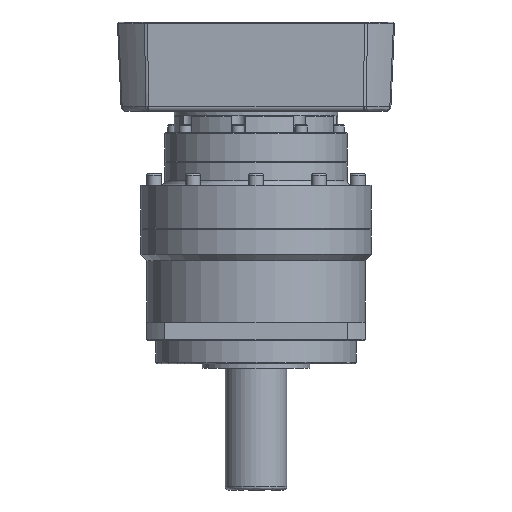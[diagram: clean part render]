
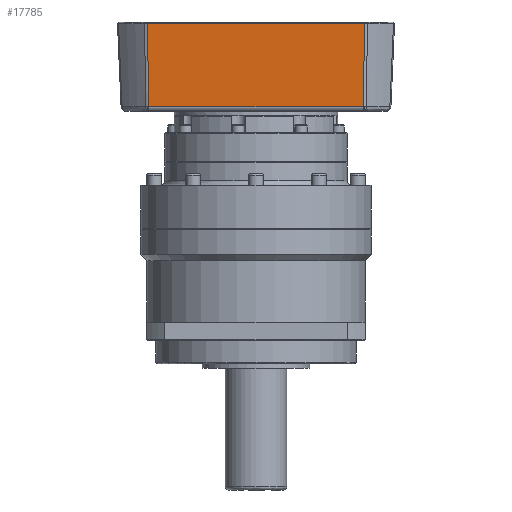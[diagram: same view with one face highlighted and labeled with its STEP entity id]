
A CAD part, front view. The second image highlights one B-rep face of the part: STEP entity #17785.
In plain terms, the highlighted planar face has unit normal (0, -0.999, -0.044).
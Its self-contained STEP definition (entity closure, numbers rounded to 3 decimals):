
#505 = CARTESIAN_POINT ( 'NONE',  ( -45., -87.637, 8.869 ) ) ;
#2857 = DIRECTION ( 'NONE',  ( 0., -0.999, -0.044 ) ) ;
#3562 = CARTESIAN_POINT ( 'NONE',  ( -70.254, -89.207, 44.848 ) ) ;
#3934 = CARTESIAN_POINT ( 'NONE',  ( -70.535, -90., 63. ) ) ;
#4377 = CARTESIAN_POINT ( 'NONE',  ( -90., -90., 63. ) ) ;
#5021 = EDGE_CURVE ( 'NONE', #11565, #17169, #23424, .T. ) ;
#6395 = DIRECTION ( 'NONE',  ( -1., 0., 0. ) ) ;
#7222 = CARTESIAN_POINT ( 'NONE',  ( -69.692, -87.637, 8.869 ) ) ;
#8085 = DIRECTION ( 'NONE',  ( -1., 0., 0. ) ) ;
#8456 = CARTESIAN_POINT ( 'NONE',  ( 70.254, -89.207, 44.848 ) ) ;
#8708 = ORIENTED_EDGE ( 'NONE', *, *, #12866, .T. ) ;
#8766 = ORIENTED_EDGE ( 'NONE', *, *, #33410, .T. ) ;
#8853 = CARTESIAN_POINT ( 'NONE',  ( -69.692, -87.637, 8.869 ) ) ;
#11565 = VERTEX_POINT ( 'NONE', #24087 ) ;
#12866 = EDGE_CURVE ( 'NONE', #46264, #14124, #18967, .T. ) ;
#14124 = VERTEX_POINT ( 'NONE', #3934 ) ;
#15633 = ORIENTED_EDGE ( 'NONE', *, *, #5021, .F. ) ;
#15682 = B_SPLINE_CURVE_WITH_KNOTS ( 'NONE', 3,
 ( #46506, #3562, #28860, #7222 ),
 .UNSPECIFIED., .F., .F.,
 ( 4, 4 ),
 ( 0., 1. ),
 .UNSPECIFIED. ) ;
#17169 = VERTEX_POINT ( 'NONE', #8853 ) ;
#17316 = CARTESIAN_POINT ( 'NONE',  ( 70.535, -90., 63. ) ) ;
#17785 = ADVANCED_FACE ( 'NONE', ( #40360 ), #45558, .T. ) ;
#18967 = LINE ( 'NONE', #4377, #36787 ) ;
#19341 = ORIENTED_EDGE ( 'NONE', *, *, #40056, .T. ) ;
#21235 = B_SPLINE_CURVE_WITH_KNOTS ( 'NONE', 3,
 ( #26512, #30031, #8456, #33591 ),
 .UNSPECIFIED., .F., .F.,
 ( 4, 4 ),
 ( 0., 1. ),
 .UNSPECIFIED. ) ;
#23424 = LINE ( 'NONE', #505, #37880 ) ;
#24087 = CARTESIAN_POINT ( 'NONE',  ( 69.692, -87.637, 8.869 ) ) ;
#24649 = CARTESIAN_POINT ( 'NONE',  ( -90., -87.252, 0.06 ) ) ;
#26512 = CARTESIAN_POINT ( 'NONE',  ( 69.692, -87.637, 8.869 ) ) ;
#28186 = DIRECTION ( 'NONE',  ( 0., 0.044, -0.999 ) ) ;
#28860 = CARTESIAN_POINT ( 'NONE',  ( -69.973, -88.42, 26.804 ) ) ;
#30031 = CARTESIAN_POINT ( 'NONE',  ( 69.973, -88.42, 26.804 ) ) ;
#32846 = EDGE_LOOP ( 'NONE', ( #19341, #15633, #8766, #8708 ) ) ;
#33410 = EDGE_CURVE ( 'NONE', #11565, #46264, #21235, .T. ) ;
#33591 = CARTESIAN_POINT ( 'NONE',  ( 70.535, -90., 63. ) ) ;
#36787 = VECTOR ( 'NONE', #8085, 1000. ) ;
#37880 = VECTOR ( 'NONE', #6395, 1000. ) ;
#38549 = AXIS2_PLACEMENT_3D ( 'NONE', #24649, #2857, #28186 ) ;
#40056 = EDGE_CURVE ( 'NONE', #14124, #17169, #15682, .T. ) ;
#40360 = FACE_OUTER_BOUND ( 'NONE', #32846, .T. ) ;
#45558 = PLANE ( 'NONE',  #38549 ) ;
#46264 = VERTEX_POINT ( 'NONE', #17316 ) ;
#46506 = CARTESIAN_POINT ( 'NONE',  ( -70.535, -90., 63. ) ) ;
